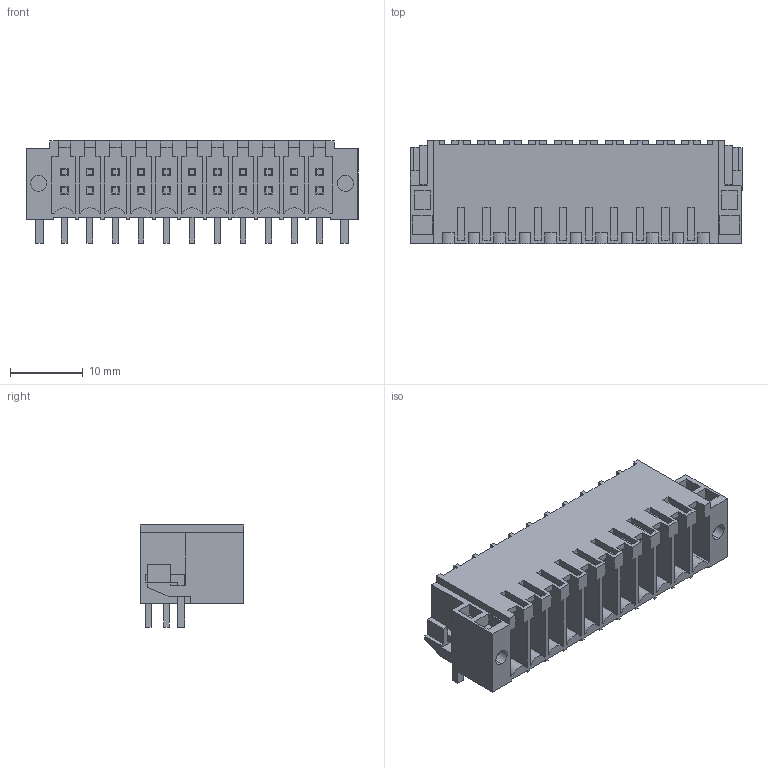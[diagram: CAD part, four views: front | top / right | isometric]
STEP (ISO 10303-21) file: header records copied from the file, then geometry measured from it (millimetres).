
FILE_DESCRIPTION(('CATIA V5 STEP Exchange','CAx-IF Rec.Pracs.--- Model Styling and Organization---1.4--- 2014-01-23'),'2;1');
FILE_NAME ('D1450647_1', '2021-06-30T09:27:45+00:00', ('none'), ('Weidmueller'), 'CATIA Version 5-6 Release 2016 SP3 HF44', 'CATIA V5 STEP AP214', 'none');
FILE_SCHEMA(('AUTOMOTIVE_DESIGN { 1 0 10303 214 1 1 1 1 }'));
Length unit declared in the file: millimetre
Products named in the file (1): 1289540000
Bounding box: 45.5 x 14.2 x 14 mm (x, y, z)
Volume: 3583.6 mm3; surface area: 7643.2 mm2
Topology: 25 solids, 25 shells, 903 faces, 2535 edges, 1705 vertices
Faces by surface type: plane 877, cylinder 26
Entity records: 27012 total; most frequent: ORIENTED_EDGE 5070, CARTESIAN_POINT 4820, DIRECTION 3375, EDGE_CURVE 2535, VECTOR 2481, LINE 2481, VERTEX_POINT 1705, EDGE_LOOP 974
